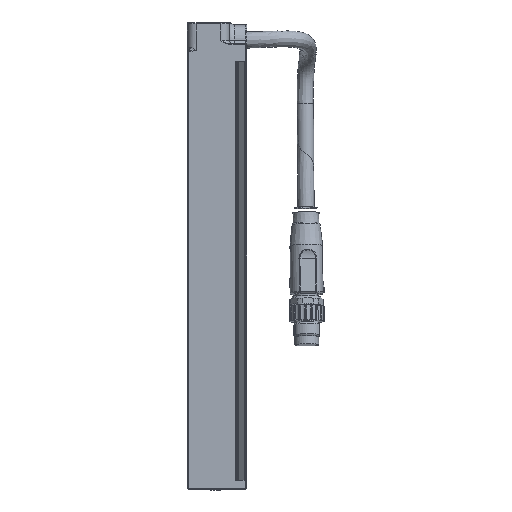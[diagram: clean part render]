
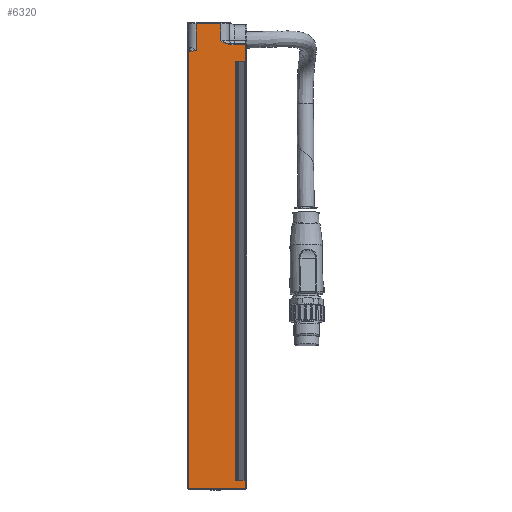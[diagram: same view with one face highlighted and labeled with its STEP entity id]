
A CAD part, left-side view. The second image highlights one B-rep face of the part: STEP entity #6320.
In plain terms, the highlighted planar face has unit normal (-1, 0, 0).
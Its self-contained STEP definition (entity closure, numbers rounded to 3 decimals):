
#135=B_SPLINE_CURVE_WITH_KNOTS('',3,(#10458,#10459,#10460,#10461,#10462,
#10463,#10464,#10465),.UNSPECIFIED.,.F.,.F.,(4,1,1,2,4),(0.,0.042,
0.084,0.21,0.211),.UNSPECIFIED.);
#139=B_SPLINE_CURVE_WITH_KNOTS('',3,(#10544,#10545,#10546,#10547,#10548,
#10549),.UNSPECIFIED.,.F.,.F.,(4,1,1,4),(-0.015,-0.007,
-0.003,0.),.UNSPECIFIED.);
#143=B_SPLINE_CURVE_WITH_KNOTS('',3,(#10636,#10637,#10638,#10639,#10640,
#10641,#10642,#10643),.UNSPECIFIED.,.F.,.F.,(4,2,1,1,4),(-0.001,
0.,0.12,0.179,0.299),.UNSPECIFIED.);
#233=FACE_BOUND('',#1788,.T.);
#299=LINE('',#9212,#742);
#312=LINE('',#9251,#755);
#313=LINE('',#9253,#756);
#338=LINE('',#9336,#781);
#344=LINE('',#9352,#787);
#446=LINE('',#9893,#889);
#510=LINE('',#10632,#953);
#511=LINE('',#10634,#954);
#512=LINE('',#10644,#955);
#513=LINE('',#10645,#956);
#514=LINE('',#10646,#957);
#742=VECTOR('',#7432,10.);
#755=VECTOR('',#7471,10.);
#756=VECTOR('',#7474,10.);
#781=VECTOR('',#7551,10.);
#787=VECTOR('',#7573,10.);
#889=VECTOR('',#8001,10.);
#953=VECTOR('',#8279,10.);
#954=VECTOR('',#8280,10.);
#955=VECTOR('',#8281,10.);
#956=VECTOR('',#8282,10.);
#957=VECTOR('',#8283,10.);
#1433=FACE_OUTER_BOUND('',#1787,.T.);
#1787=EDGE_LOOP('',(#4777,#4778,#4779,#4780,#4781,#4782,#4783,#4784,#4785,
#4786));
#1788=EDGE_LOOP('',(#4787,#4788,#4789,#4790));
#2367=VERTEX_POINT('',#9208);
#2369=VERTEX_POINT('',#9211);
#2381=VERTEX_POINT('',#9247);
#2382=VERTEX_POINT('',#9249);
#2413=VERTEX_POINT('',#9330);
#2414=VERTEX_POINT('',#9334);
#2551=VERTEX_POINT('',#9872);
#2555=VERTEX_POINT('',#9892);
#2638=VERTEX_POINT('',#10455);
#2639=VERTEX_POINT('',#10457);
#2641=VERTEX_POINT('',#10501);
#2644=VERTEX_POINT('',#10631);
#2645=VERTEX_POINT('',#10633);
#2646=VERTEX_POINT('',#10635);
#2984=EDGE_CURVE('',#2367,#2369,#299,.T.);
#3004=EDGE_CURVE('',#2381,#2382,#312,.T.);
#3005=EDGE_CURVE('',#2381,#2367,#313,.T.);
#3046=EDGE_CURVE('',#2413,#2414,#338,.T.);
#3054=EDGE_CURVE('',#2369,#2382,#344,.T.);
#3259=EDGE_CURVE('',#2551,#2555,#446,.T.);
#3400=EDGE_CURVE('',#2638,#2639,#135,.T.);
#3406=EDGE_CURVE('',#2641,#2638,#139,.T.);
#3411=EDGE_CURVE('',#2644,#2413,#510,.T.);
#3412=EDGE_CURVE('',#2645,#2644,#511,.T.);
#3413=EDGE_CURVE('',#2646,#2645,#143,.T.);
#3414=EDGE_CURVE('',#2555,#2646,#512,.T.);
#3415=EDGE_CURVE('',#2639,#2551,#513,.T.);
#3416=EDGE_CURVE('',#2414,#2641,#514,.T.);
#4777=ORIENTED_EDGE('',*,*,#3411,.F.);
#4778=ORIENTED_EDGE('',*,*,#3412,.F.);
#4779=ORIENTED_EDGE('',*,*,#3413,.F.);
#4780=ORIENTED_EDGE('',*,*,#3414,.F.);
#4781=ORIENTED_EDGE('',*,*,#3259,.F.);
#4782=ORIENTED_EDGE('',*,*,#3415,.F.);
#4783=ORIENTED_EDGE('',*,*,#3400,.F.);
#4784=ORIENTED_EDGE('',*,*,#3406,.F.);
#4785=ORIENTED_EDGE('',*,*,#3416,.F.);
#4786=ORIENTED_EDGE('',*,*,#3046,.F.);
#4787=ORIENTED_EDGE('',*,*,#2984,.F.);
#4788=ORIENTED_EDGE('',*,*,#3005,.F.);
#4789=ORIENTED_EDGE('',*,*,#3004,.T.);
#4790=ORIENTED_EDGE('',*,*,#3054,.F.);
#5719=PLANE('',#6950);
#6320=ADVANCED_FACE('',(#1433,#233),#5719,.T.);
#6950=AXIS2_PLACEMENT_3D('',#10630,#8277,#8278);
#7432=DIRECTION('',(0.,0.,1.));
#7471=DIRECTION('',(0.,0.,1.));
#7474=DIRECTION('',(0.,-1.,0.));
#7551=DIRECTION('',(0.,1.,0.));
#7573=DIRECTION('',(0.,1.,0.));
#8001=DIRECTION('',(0.,-1.,0.));
#8277=DIRECTION('center_axis',(-1.,0.,0.));
#8278=DIRECTION('ref_axis',(0.,-1.,0.));
#8279=DIRECTION('',(0.,0.,-1.));
#8280=DIRECTION('',(0.,-1.,0.));
#8281=DIRECTION('',(0.,0.,-1.));
#8282=DIRECTION('',(0.,0.,1.));
#8283=DIRECTION('',(0.,0.,1.));
#9208=CARTESIAN_POINT('',(0.,0.417,-131.574));
#9211=CARTESIAN_POINT('',(0.,0.417,-11.));
#9212=CARTESIAN_POINT('',(0.,0.417,-131.574));
#9247=CARTESIAN_POINT('',(0.,3.25,-131.574));
#9249=CARTESIAN_POINT('',(0.,3.25,-11.));
#9251=CARTESIAN_POINT('',(0.,3.25,-131.574));
#9253=CARTESIAN_POINT('',(0.,0.,-131.574));
#9330=CARTESIAN_POINT('',(0.,0.25,-133.874));
#9334=CARTESIAN_POINT('',(0.,16.75,-133.874));
#9336=CARTESIAN_POINT('',(0.,4.25,-133.874));
#9352=CARTESIAN_POINT('',(0.,17.,-11.));
#9872=CARTESIAN_POINT('',(0.,14.5,-0.25));
#9892=CARTESIAN_POINT('',(0.,7.5,-0.25));
#9893=CARTESIAN_POINT('',(0.,12.75,-0.25));
#10455=CARTESIAN_POINT('',(0.,16.605,-8.145));
#10457=CARTESIAN_POINT('',(0.,14.5,-8.));
#10458=CARTESIAN_POINT('Ctrl Pts',(0.,16.605,
-8.145));
#10459=CARTESIAN_POINT('Ctrl Pts',(0.,16.466,
-8.127));
#10460=CARTESIAN_POINT('Ctrl Pts',(0.,16.187,
-8.101));
#10461=CARTESIAN_POINT('Ctrl Pts',(0.,15.489,
-8.05));
#10462=CARTESIAN_POINT('Ctrl Pts',(0.,14.93,
-8.022));
#10463=CARTESIAN_POINT('Ctrl Pts',(0.,14.507,
-8.));
#10464=CARTESIAN_POINT('Ctrl Pts',(0.,14.503,
-8.));
#10465=CARTESIAN_POINT('Ctrl Pts',(0.,14.5,-8.));
#10501=CARTESIAN_POINT('',(0.,16.75,-8.169));
#10544=CARTESIAN_POINT('Ctrl Pts',(0.,16.75,-8.169));
#10545=CARTESIAN_POINT('Ctrl Pts',(0.,16.726,
-8.165));
#10546=CARTESIAN_POINT('Ctrl Pts',(0.,16.688,
-8.158));
#10547=CARTESIAN_POINT('Ctrl Pts',(0.,16.639,
-8.15));
#10548=CARTESIAN_POINT('Ctrl Pts',(0.,16.615,
-8.146));
#10549=CARTESIAN_POINT('Ctrl Pts',(0.,16.605,
-8.145));
#10630=CARTESIAN_POINT('Origin',(0.,17.,-10.));
#10631=CARTESIAN_POINT('',(0.,0.25,-6.25));
#10632=CARTESIAN_POINT('',(0.,0.25,-10.));
#10633=CARTESIAN_POINT('',(0.,4.819,-6.25));
#10634=CARTESIAN_POINT('',(0.,9.764,-6.25));
#10635=CARTESIAN_POINT('',(0.,7.5,-5.));
#10636=CARTESIAN_POINT('Ctrl Pts',(0.,7.5,
-5.));
#10637=CARTESIAN_POINT('Ctrl Pts',(0.,7.498,
-5.001));
#10638=CARTESIAN_POINT('Ctrl Pts',(0.,7.496,
-5.003));
#10639=CARTESIAN_POINT('Ctrl Pts',(0.,7.175,
-5.242));
#10640=CARTESIAN_POINT('Ctrl Pts',(0.,6.682,
-5.607));
#10641=CARTESIAN_POINT('Ctrl Pts',(0.,5.81,
-6.082));
#10642=CARTESIAN_POINT('Ctrl Pts',(0.,5.218,
-6.25));
#10643=CARTESIAN_POINT('Ctrl Pts',(0.,4.819,
-6.25));
#10644=CARTESIAN_POINT('',(0.,7.5,-5.));
#10645=CARTESIAN_POINT('',(0.,14.5,0.));
#10646=CARTESIAN_POINT('',(0.,16.75,-10.));
